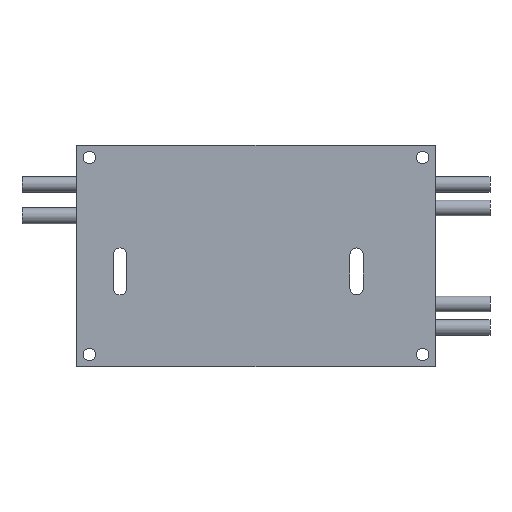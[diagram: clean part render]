
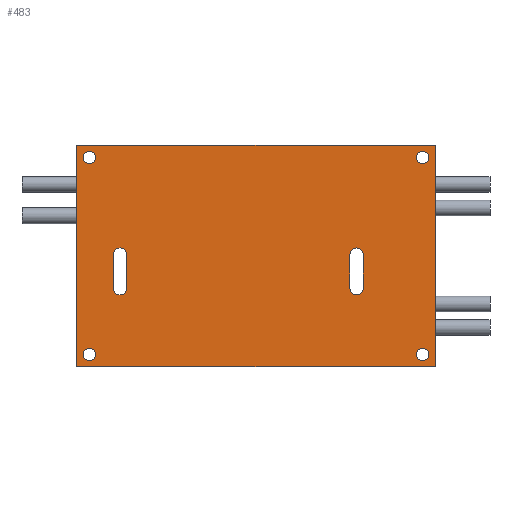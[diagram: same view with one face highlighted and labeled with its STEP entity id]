
A CAD part, top view. The second image highlights one B-rep face of the part: STEP entity #483.
In plain terms, the highlighted planar face has unit normal (0, 0, 1).
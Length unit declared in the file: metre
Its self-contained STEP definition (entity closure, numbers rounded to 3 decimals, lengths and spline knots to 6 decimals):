
#33=PLANE('',#621);
#45=LINE('',#802,#73);
#51=LINE('',#823,#79);
#55=LINE('',#844,#83);
#59=LINE('',#852,#87);
#62=LINE('',#862,#90);
#64=LINE('',#865,#92);
#66=LINE('',#888,#94);
#68=LINE('',#891,#96);
#73=VECTOR('',#655,1.);
#79=VECTOR('',#675,1.);
#83=VECTOR('',#695,1.);
#87=VECTOR('',#701,1.);
#90=VECTOR('',#710,1.);
#92=VECTOR('',#714,1.);
#94=VECTOR('',#742,1.);
#96=VECTOR('',#746,1.);
#159=ORIENTED_EDGE('',*,*,#235,.F.);
#160=ORIENTED_EDGE('',*,*,#239,.T.);
#161=ORIENTED_EDGE('',*,*,#244,.T.);
#162=ORIENTED_EDGE('',*,*,#256,.F.);
#163=ORIENTED_EDGE('',*,*,#253,.F.);
#164=ORIENTED_EDGE('',*,*,#251,.F.);
#165=ORIENTED_EDGE('',*,*,#249,.F.);
#166=ORIENTED_EDGE('',*,*,#247,.F.);
#167=ORIENTED_EDGE('',*,*,#221,.T.);
#168=ORIENTED_EDGE('',*,*,#225,.T.);
#169=ORIENTED_EDGE('',*,*,#228,.T.);
#170=ORIENTED_EDGE('',*,*,#246,.F.);
#171=ORIENTED_EDGE('',*,*,#211,.T.);
#172=ORIENTED_EDGE('',*,*,#215,.T.);
#173=ORIENTED_EDGE('',*,*,#218,.T.);
#174=ORIENTED_EDGE('',*,*,#258,.F.);
#211=EDGE_CURVE('',#268,#267,#310,.T.);
#215=EDGE_CURVE('',#267,#270,#45,.T.);
#218=EDGE_CURVE('',#270,#272,#312,.T.);
#221=EDGE_CURVE('',#276,#275,#314,.T.);
#225=EDGE_CURVE('',#275,#278,#51,.T.);
#228=EDGE_CURVE('',#278,#280,#316,.T.);
#235=EDGE_CURVE('',#287,#288,#55,.T.);
#239=EDGE_CURVE('',#287,#290,#59,.T.);
#244=EDGE_CURVE('',#290,#294,#62,.T.);
#246=EDGE_CURVE('',#276,#280,#64,.T.);
#247=EDGE_CURVE('',#295,#295,#323,.T.);
#249=EDGE_CURVE('',#297,#297,#325,.T.);
#251=EDGE_CURVE('',#299,#299,#327,.T.);
#253=EDGE_CURVE('',#301,#301,#329,.T.);
#256=EDGE_CURVE('',#288,#294,#66,.T.);
#258=EDGE_CURVE('',#268,#272,#68,.T.);
#267=VERTEX_POINT('',#793);
#268=VERTEX_POINT('',#795);
#270=VERTEX_POINT('',#801);
#272=VERTEX_POINT('',#807);
#275=VERTEX_POINT('',#814);
#276=VERTEX_POINT('',#816);
#278=VERTEX_POINT('',#822);
#280=VERTEX_POINT('',#828);
#287=VERTEX_POINT('',#843);
#288=VERTEX_POINT('',#845);
#290=VERTEX_POINT('',#851);
#294=VERTEX_POINT('',#861);
#295=VERTEX_POINT('',#868);
#297=VERTEX_POINT('',#873);
#299=VERTEX_POINT('',#878);
#301=VERTEX_POINT('',#883);
#310=CIRCLE('',#585,0.00108);
#312=CIRCLE('',#589,0.00108);
#314=CIRCLE('',#592,0.00108);
#316=CIRCLE('',#596,0.00108);
#323=CIRCLE('',#608,0.001);
#325=CIRCLE('',#611,0.001);
#327=CIRCLE('',#614,0.001);
#329=CIRCLE('',#617,0.001);
#363=EDGE_LOOP('',(#159,#160,#161,#162));
#364=EDGE_LOOP('',(#163));
#365=EDGE_LOOP('',(#164));
#366=EDGE_LOOP('',(#165));
#367=EDGE_LOOP('',(#166));
#368=EDGE_LOOP('',(#167,#168,#169,#170));
#369=EDGE_LOOP('',(#171,#172,#173,#174));
#421=FACE_BOUND('',#363,.T.);
#422=FACE_BOUND('',#364,.T.);
#423=FACE_BOUND('',#365,.T.);
#424=FACE_BOUND('',#366,.T.);
#425=FACE_BOUND('',#367,.T.);
#426=FACE_BOUND('',#368,.T.);
#427=FACE_BOUND('',#369,.T.);
#483=ADVANCED_FACE('',(#421,#422,#423,#424,#425,#426,#427),#33,.T.);
#585=AXIS2_PLACEMENT_3D('',#794,#648,#649);
#589=AXIS2_PLACEMENT_3D('',#808,#661,#662);
#592=AXIS2_PLACEMENT_3D('',#815,#668,#669);
#596=AXIS2_PLACEMENT_3D('',#829,#681,#682);
#608=AXIS2_PLACEMENT_3D('',#867,#717,#718);
#611=AXIS2_PLACEMENT_3D('',#872,#723,#724);
#614=AXIS2_PLACEMENT_3D('',#877,#729,#730);
#617=AXIS2_PLACEMENT_3D('',#882,#735,#736);
#621=AXIS2_PLACEMENT_3D('',#892,#747,#748);
#648=DIRECTION('',(0.,0.,-1.));
#649=DIRECTION('',(1.,0.,0.));
#655=DIRECTION('',(0.,-1.,0.));
#661=DIRECTION('',(0.,0.,-1.));
#662=DIRECTION('',(1.,0.,0.));
#668=DIRECTION('',(0.,0.,-1.));
#669=DIRECTION('',(1.,0.,0.));
#675=DIRECTION('',(0.,-1.,0.));
#681=DIRECTION('',(0.,0.,-1.));
#682=DIRECTION('',(1.,0.,0.));
#695=DIRECTION('',(0.,-1.,0.));
#701=DIRECTION('',(-1.,0.,0.));
#710=DIRECTION('',(0.,-1.,0.));
#714=DIRECTION('',(0.,-1.,0.));
#717=DIRECTION('',(0.,0.,1.));
#718=DIRECTION('',(1.,0.,0.));
#723=DIRECTION('',(0.,0.,1.));
#724=DIRECTION('',(1.,0.,0.));
#729=DIRECTION('',(0.,0.,1.));
#730=DIRECTION('',(1.,0.,0.));
#735=DIRECTION('',(0.,0.,1.));
#736=DIRECTION('',(1.,0.,0.));
#742=DIRECTION('',(-1.,0.,0.));
#746=DIRECTION('',(0.,-1.,0.));
#747=DIRECTION('',(0.,0.,1.));
#748=DIRECTION('',(1.,0.,0.));
#793=CARTESIAN_POINT('',(-0.020917,0.000222,0.00762));
#794=CARTESIAN_POINT('',(-0.021996,0.000222,0.00762));
#795=CARTESIAN_POINT('',(-0.023076,0.000222,0.00762));
#801=CARTESIAN_POINT('',(-0.020917,-0.005239,0.00762));
#802=CARTESIAN_POINT('',(-0.020917,-0.002508,0.00762));
#807=CARTESIAN_POINT('',(-0.023076,-0.005239,0.00762));
#808=CARTESIAN_POINT('',(-0.021996,-0.005239,0.00762));
#814=CARTESIAN_POINT('',(0.017361,0.000222,0.00762));
#815=CARTESIAN_POINT('',(0.016281,0.000222,0.00762));
#816=CARTESIAN_POINT('',(0.015202,0.000222,0.00762));
#822=CARTESIAN_POINT('',(0.017361,-0.005239,0.00762));
#823=CARTESIAN_POINT('',(0.017361,-0.002508,0.00762));
#828=CARTESIAN_POINT('',(0.015202,-0.005239,0.00762));
#829=CARTESIAN_POINT('',(0.016281,-0.005239,0.00762));
#843=CARTESIAN_POINT('',(0.028981,0.017939,0.00762));
#844=CARTESIAN_POINT('',(0.028981,0.,0.00762));
#845=CARTESIAN_POINT('',(0.028981,-0.017939,0.00762));
#851=CARTESIAN_POINT('',(-0.028981,0.017939,0.00762));
#852=CARTESIAN_POINT('',(0.,0.017939,0.00762));
#861=CARTESIAN_POINT('',(-0.028981,-0.017939,0.00762));
#862=CARTESIAN_POINT('',(-0.028981,0.,0.00762));
#865=CARTESIAN_POINT('',(0.015202,-0.002508,0.00762));
#867=CARTESIAN_POINT('',(0.026981,-0.015939,0.00762));
#868=CARTESIAN_POINT('',(0.027981,-0.015939,0.00762));
#872=CARTESIAN_POINT('',(-0.026981,-0.015939,0.00762));
#873=CARTESIAN_POINT('',(-0.025981,-0.015939,0.00762));
#877=CARTESIAN_POINT('',(0.026981,0.015939,0.00762));
#878=CARTESIAN_POINT('',(0.027981,0.015939,0.00762));
#882=CARTESIAN_POINT('',(-0.026981,0.015939,0.00762));
#883=CARTESIAN_POINT('',(-0.025981,0.015939,0.00762));
#888=CARTESIAN_POINT('',(0.,-0.017939,0.00762));
#891=CARTESIAN_POINT('',(-0.023076,-0.002508,0.00762));
#892=CARTESIAN_POINT('',(0.,0.,0.00762));
